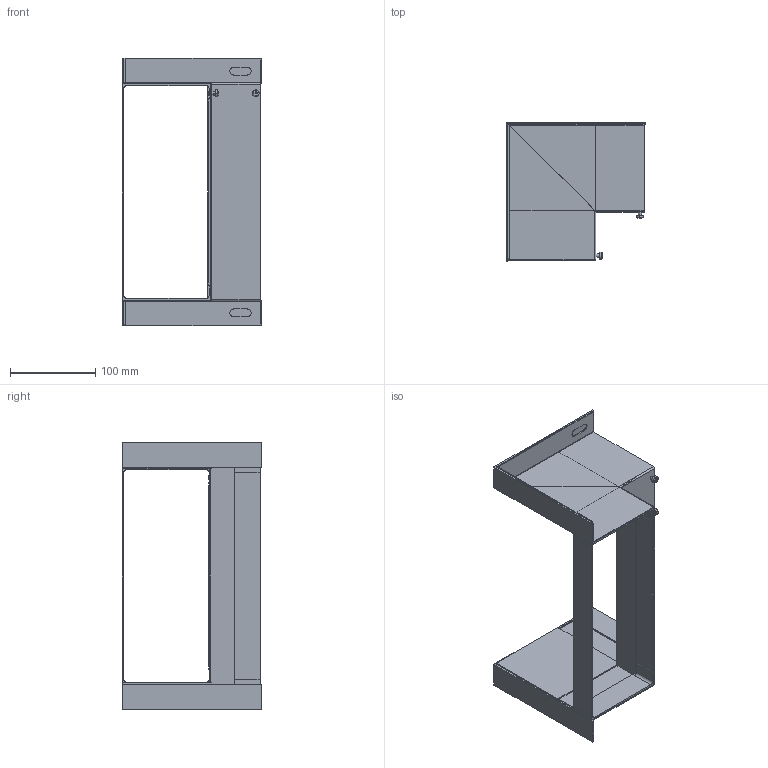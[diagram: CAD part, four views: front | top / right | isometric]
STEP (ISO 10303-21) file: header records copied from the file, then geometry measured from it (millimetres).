
FILE_DESCRIPTION (( 'STEP AP214' ), '1' );
FILE_NAME ('7216440.stp', '2017-10-24T11:53:19', ( '' ), ( '' ), 'SwSTEP 2.0', 'SolidWorks 2016', '' );
FILE_SCHEMA (( 'AUTOMOTIVE_DESIGN' ));
Length unit declared in the file: millimetre
Products named in the file (8): 35104466_Standard; P_39438000_1_65x254_90ø; P_39438010_1_102x102; P_7215423T1_1_F〉 BSKM100250 OT kompremiert; P_7215423T1_1_f〉 BSKM100250 AE Wand kompremiert ; P_7215423T2_1_F〉 BSKM-IE 1025 kompremiert; 040919_Standard; 7216440
Assembly tree (12 placements, depth 2):
  7216440
    040919_Standard
    P_7215423T2_1_F〉 BSKM-IE 1025 kompremiert  x2
    P_7215423T1_1_f〉 BSKM100250 AE Wand kompremiert   x2
    P_7215423T1_1_F〉 BSKM100250 OT kompremiert  x2
    P_39438010_1_102x102  x2
    P_39438000_1_65x254_90ø
    35104466_Standard  x2
Bounding box: 164 x 164 x 314 mm (x, y, z)
Volume: 326129.9 mm3; surface area: 412476.7 mm2
Topology: 12 solids, 12 shells, 306 faces, 736 edges, 452 vertices
Faces by surface type: plane 214, cylinder 72, bspline 12, cone 8
Entity records: 7403 total; most frequent: CARTESIAN_POINT 1675, ORIENTED_EDGE 1120, DIRECTION 1096, EDGE_CURVE 560, VECTOR 396, LINE 396, AXIS2_PLACEMENT_3D 350, VERTEX_POINT 338
